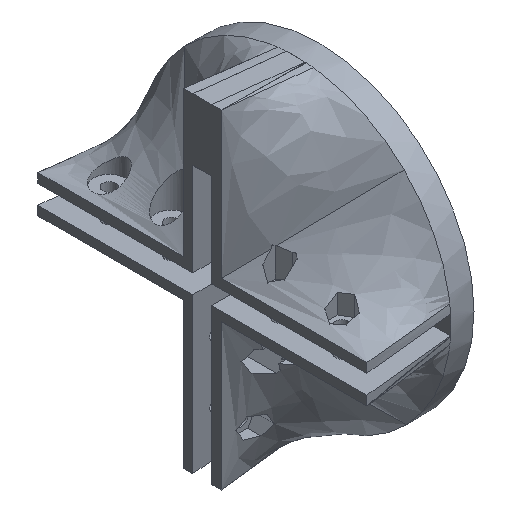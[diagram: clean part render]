
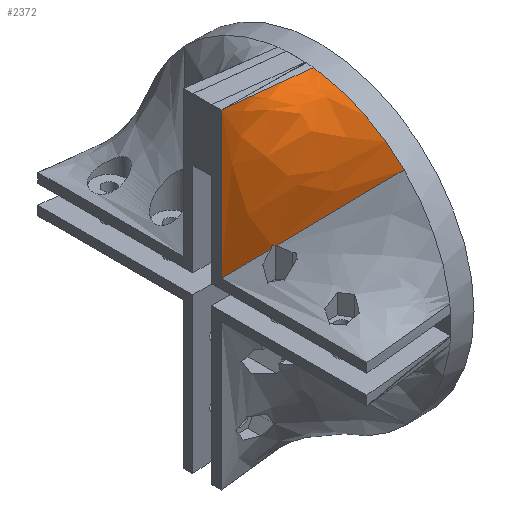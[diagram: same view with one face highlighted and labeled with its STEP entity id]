
A CAD part, isometric view. The second image highlights one B-rep face of the part: STEP entity #2372.
In plain terms, the highlighted free-form (B-spline) face has degree [3, 3] with [5, 4] control points.
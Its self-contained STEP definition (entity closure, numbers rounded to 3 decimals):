
#243=CIRCLE('',#2573,50.);
#244=CIRCLE('',#2574,50.);
#405=LINE('',#4140,#561);
#406=LINE('',#4142,#562);
#561=VECTOR('',#3041,30.186);
#562=VECTOR('',#3042,10.);
#599=B_SPLINE_SURFACE_WITH_KNOTS('',3,3,((#4101,#4102,#4103,#4104),(#4105,
#4106,#4107,#4108),(#4109,#4110,#4111,#4112),(#4113,#4114,#4115,#4116),
(#4117,#4118,#4119,#4120)),.UNSPECIFIED.,.F.,.F.,.F.,(4,1,4),(4,4),(0.,
0.571,1.),(0.,1.),.UNSPECIFIED.);
#704=FACE_OUTER_BOUND('',#839,.T.);
#839=EDGE_LOOP('',(#1948,#1949,#1950,#1951,#1952,#1953,#1954,#1955));
#957=B_SPLINE_CURVE_WITH_KNOTS('',3,(#4045,#4046,#4047,#4048),
 .UNSPECIFIED.,.F.,.F.,(4,4),(-0.134,-0.051),
 .UNSPECIFIED.);
#958=B_SPLINE_CURVE_WITH_KNOTS('',3,(#4051,#4052,#4053,#4054),
 .UNSPECIFIED.,.F.,.F.,(4,4),(-0.14,-0.033),
 .UNSPECIFIED.);
#964=B_SPLINE_CURVE_WITH_KNOTS('',3,(#4122,#4123,#4124,#4125,#4126,#4127,
#4128,#4129,#4130,#4131,#4132,#4133,#4134),.UNSPECIFIED.,.F.,.F.,(4,3,3,
3,4),(-5.116,-5.113,-3.367,-2.569,
-1.544),.UNSPECIFIED.);
#965=B_SPLINE_CURVE_WITH_KNOTS('',3,(#4143,#4144,#4145,#4146,#4147,#4148,
#4149),.UNSPECIFIED.,.F.,.F.,(4,3,4),(-1.403,-0.873,
0.),.UNSPECIFIED.);
#1146=VERTEX_POINT('',#4032);
#1150=VERTEX_POINT('',#4043);
#1151=VERTEX_POINT('',#4050);
#1161=VERTEX_POINT('',#4121);
#1162=VERTEX_POINT('',#4135);
#1163=VERTEX_POINT('',#4137);
#1164=VERTEX_POINT('',#4139);
#1165=VERTEX_POINT('',#4141);
#1438=EDGE_CURVE('',#1146,#1150,#957,.T.);
#1439=EDGE_CURVE('',#1150,#1151,#958,.T.);
#1456=EDGE_CURVE('',#1161,#1151,#964,.T.);
#1457=EDGE_CURVE('',#1162,#1161,#243,.T.);
#1458=EDGE_CURVE('',#1163,#1162,#244,.T.);
#1459=EDGE_CURVE('',#1163,#1164,#405,.T.);
#1460=EDGE_CURVE('',#1165,#1164,#406,.T.);
#1461=EDGE_CURVE('',#1146,#1165,#965,.T.);
#1948=ORIENTED_EDGE('',*,*,#1438,.T.);
#1949=ORIENTED_EDGE('',*,*,#1439,.T.);
#1950=ORIENTED_EDGE('',*,*,#1456,.F.);
#1951=ORIENTED_EDGE('',*,*,#1457,.F.);
#1952=ORIENTED_EDGE('',*,*,#1458,.F.);
#1953=ORIENTED_EDGE('',*,*,#1459,.T.);
#1954=ORIENTED_EDGE('',*,*,#1460,.F.);
#1955=ORIENTED_EDGE('',*,*,#1461,.F.);
#2372=ADVANCED_FACE('',(#704),#599,.T.);
#2573=AXIS2_PLACEMENT_3D('',#4136,#3037,#3038);
#2574=AXIS2_PLACEMENT_3D('',#4138,#3039,#3040);
#3037=DIRECTION('center_axis',(1.,0.,0.));
#3038=DIRECTION('ref_axis',(0.,1.,0.));
#3039=DIRECTION('center_axis',(1.,0.,0.));
#3040=DIRECTION('ref_axis',(0.,1.,0.));
#3041=DIRECTION('',(-0.994,-0.013,0.11));
#3042=DIRECTION('',(0.,0.,1.));
#4032=CARTESIAN_POINT('',(-21.83,-14.,14.227));
#4043=CARTESIAN_POINT('',(-21.711,-14.,15.05));
#4045=CARTESIAN_POINT('Ctrl Pts',(-21.83,-14.,14.227));
#4046=CARTESIAN_POINT('Ctrl Pts',(-21.791,-14.,14.502));
#4047=CARTESIAN_POINT('Ctrl Pts',(-21.751,-14.,14.776));
#4048=CARTESIAN_POINT('Ctrl Pts',(-21.711,-14.,15.05));
#4050=CARTESIAN_POINT('',(-21.004,-14.8,15.05));
#4051=CARTESIAN_POINT('Ctrl Pts',(-21.711,-14.,15.05));
#4052=CARTESIAN_POINT('Ctrl Pts',(-21.473,-14.265,15.05));
#4053=CARTESIAN_POINT('Ctrl Pts',(-21.238,-14.532,15.05));
#4054=CARTESIAN_POINT('Ctrl Pts',(-21.004,-14.8,15.05));
#4101=CARTESIAN_POINT('Ctrl Pts',(0.001,-35.356,
35.356));
#4102=CARTESIAN_POINT('Ctrl Pts',(-9.999,-25.588,25.588));
#4103=CARTESIAN_POINT('Ctrl Pts',(-20.,-15.819,15.819));
#4104=CARTESIAN_POINT('Ctrl Pts',(-30.,-6.05,6.05));
#4105=CARTESIAN_POINT('Ctrl Pts',(0.001,-30.833,
39.88));
#4106=CARTESIAN_POINT('Ctrl Pts',(-9.999,-22.571,31.583));
#4107=CARTESIAN_POINT('Ctrl Pts',(-20.,-14.312,23.29));
#4108=CARTESIAN_POINT('Ctrl Pts',(-30.,-6.05,14.993));
#4109=CARTESIAN_POINT('Ctrl Pts',(0.001,-21.38,
46.255));
#4110=CARTESIAN_POINT('Ctrl Pts',(-9.999,-16.27,41.052));
#4111=CARTESIAN_POINT('Ctrl Pts',(-20.,-11.159,35.846));
#4112=CARTESIAN_POINT('Ctrl Pts',(-30.,-6.05,30.643));
#4113=CARTESIAN_POINT('Ctrl Pts',(0.001,-10.438,
49.133));
#4114=CARTESIAN_POINT('Ctrl Pts',(-9.999,-8.976,48.186));
#4115=CARTESIAN_POINT('Ctrl Pts',(-20.,-7.513,47.24));
#4116=CARTESIAN_POINT('Ctrl Pts',(-30.,-6.05,46.293));
#4117=CARTESIAN_POINT('Ctrl Pts',(0.001,-5.671,
49.677));
#4118=CARTESIAN_POINT('Ctrl Pts',(-9.999,-5.797,50.785));
#4119=CARTESIAN_POINT('Ctrl Pts',(-20.,-5.924,51.892));
#4120=CARTESIAN_POINT('Ctrl Pts',(-30.,-6.05,53.));
#4121=CARTESIAN_POINT('',(0.,-34.941,35.765));
#4122=CARTESIAN_POINT('Ctrl Pts',(0.,-34.941,
35.765));
#4123=CARTESIAN_POINT('Ctrl Pts',(-0.007,-34.934,
35.758));
#4124=CARTESIAN_POINT('Ctrl Pts',(-0.014,-34.928,
35.751));
#4125=CARTESIAN_POINT('Ctrl Pts',(-0.021,-34.921,
35.744));
#4126=CARTESIAN_POINT('Ctrl Pts',(-3.465,-31.65,32.381));
#4127=CARTESIAN_POINT('Ctrl Pts',(-6.899,-28.375,29.012));
#4128=CARTESIAN_POINT('Ctrl Pts',(-10.321,-25.094,25.637));
#4129=CARTESIAN_POINT('Ctrl Pts',(-11.885,-23.595,24.096));
#4130=CARTESIAN_POINT('Ctrl Pts',(-13.446,-22.094,22.553));
#4131=CARTESIAN_POINT('Ctrl Pts',(-15.005,-20.593,21.009));
#4132=CARTESIAN_POINT('Ctrl Pts',(-17.008,-18.664,19.024));
#4133=CARTESIAN_POINT('Ctrl Pts',(-19.008,-16.733,17.038));
#4134=CARTESIAN_POINT('Ctrl Pts',(-21.004,-14.8,15.05));
#4135=CARTESIAN_POINT('',(0.,-8.028,49.351));
#4136=CARTESIAN_POINT('Origin',(0.,0.,0.));
#4137=CARTESIAN_POINT('',(0.,-5.671,49.677));
#4138=CARTESIAN_POINT('Origin',(0.,0.,0.));
#4139=CARTESIAN_POINT('',(-30.,-6.05,53.));
#4140=CARTESIAN_POINT('',(0.,-5.671,49.677));
#4141=CARTESIAN_POINT('',(-30.,-6.05,6.05));
#4142=CARTESIAN_POINT('',(-30.,-6.05,53.));
#4143=CARTESIAN_POINT('Ctrl Pts',(-21.83,-14.,14.227));
#4144=CARTESIAN_POINT('Ctrl Pts',(-22.861,-13.,13.199));
#4145=CARTESIAN_POINT('Ctrl Pts',(-23.891,-12.,12.17));
#4146=CARTESIAN_POINT('Ctrl Pts',(-24.921,-11.,11.141));
#4147=CARTESIAN_POINT('Ctrl Pts',(-26.616,-9.351,9.446));
#4148=CARTESIAN_POINT('Ctrl Pts',(-28.31,-7.701,7.749));
#4149=CARTESIAN_POINT('Ctrl Pts',(-30.,-6.05,6.05));
